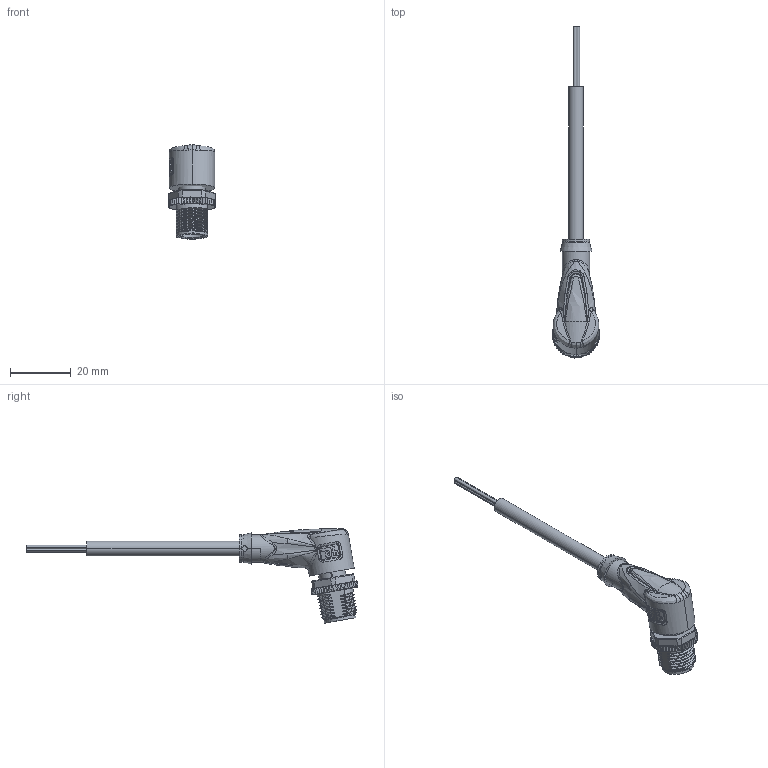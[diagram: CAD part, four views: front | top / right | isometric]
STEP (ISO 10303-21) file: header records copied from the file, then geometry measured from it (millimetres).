
FILE_DESCRIPTION(('STEP AP214'),'1');
FILE_NAME('cctmp_65705D3E-4526-4C6C-9D36-74BA4B66C907_2022_04_27_10_39_45_0855..stp','2022-04-27T08:39:51',('KiM GmbH'),('CADClick - www.CADClick.com'),'Spatial InterOp 3D postprocessed',' ','unknown authorization');
FILE_SCHEMA(('AUTOMOTIVE_DESIGN'));
Length unit declared in the file: millimetre
Products named in the file (7): T195886_1; Connection2; Cable; Connection1; Connection1_2; Connection1_1; T195886
Assembly tree (6 placements, depth 4):
  T195886
    T195886_1
      Connection2
      Cable
      Connection1
        Connection1_2
        Connection1_1
Bounding box: 15.4 x 108.98 x 30.94 mm (x, y, z)
Volume: 6775.4 mm3; surface area: 5403.3 mm2
Topology: 7 solids, 9 shells, 1162 faces, 3056 edges, 1936 vertices
Faces by surface type: plane 489, cylinder 277, bspline 177, torus 142, cone 67, sphere 6, extrusion 4
Entity records: 54256 total; most frequent: CARTESIAN_POINT 23399, ORIENTED_EDGE 6094, DIRECTION 5110, EDGE_CURVE 3047, VERTEX_POINT 1936, AXIS2_PLACEMENT_3D 1805, VECTOR 1500, LINE 1496
